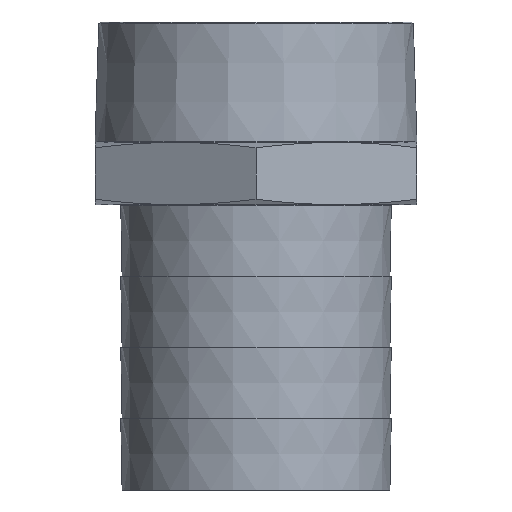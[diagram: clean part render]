
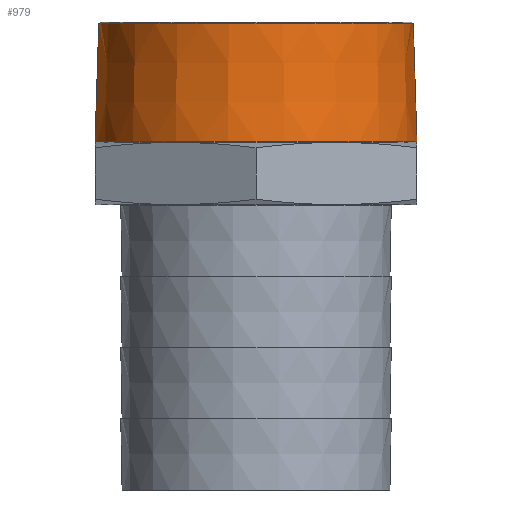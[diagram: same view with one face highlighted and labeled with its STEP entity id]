
A CAD part, front view. The second image highlights one B-rep face of the part: STEP entity #979.
In plain terms, the highlighted conical face has half-angle 1.78 degrees and reference radius 29.527 mm.
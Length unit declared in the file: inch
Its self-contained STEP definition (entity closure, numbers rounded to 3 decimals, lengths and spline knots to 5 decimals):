
#5 = VERTEX_POINT ( 'NONE', #729 ) ;
#9 = VERTEX_POINT ( 'NONE', #1239 ) ;
#31 = LINE ( 'NONE', #568, #254 ) ;
#38 = ORIENTED_EDGE ( 'NONE', *, *, #935, .F. ) ;
#68 = CARTESIAN_POINT ( 'NONE',  ( 1.1625, 0., 3.46 ) ) ;
#71 = ORIENTED_EDGE ( 'NONE', *, *, #1055, .T. ) ;
#81 = DIRECTION ( 'NONE',  ( 0., 0., -1. ) ) ;
#82 = CARTESIAN_POINT ( 'NONE',  ( 1.19, 0., 2.575 ) ) ;
#131 = VERTEX_POINT ( 'NONE', #316 ) ;
#172 = CIRCLE ( 'NONE', #969, 1.16281 ) ;
#204 = FACE_OUTER_BOUND ( 'NONE', #345, .T. ) ;
#210 = VERTEX_POINT ( 'NONE', #82 ) ;
#254 = VECTOR ( 'NONE', #1320, 39.37008 ) ;
#271 = EDGE_CURVE ( 'NONE', #131, #5, #31, .T. ) ;
#306 = DIRECTION ( 'NONE',  ( 1., 0., 0. ) ) ;
#316 = CARTESIAN_POINT ( 'NONE',  ( -1.16281, 0., 3.45 ) ) ;
#345 = EDGE_LOOP ( 'NONE', ( #38, #71, #824, #815 ) ) ;
#523 = AXIS2_PLACEMENT_3D ( 'NONE', #1397, #81, #1048 ) ;
#568 = CARTESIAN_POINT ( 'NONE',  ( -1.1625, 0., 3.46 ) ) ;
#645 = LINE ( 'NONE', #68, #1329 ) ;
#729 = CARTESIAN_POINT ( 'NONE',  ( -1.19, 0., 2.575 ) ) ;
#815 = ORIENTED_EDGE ( 'NONE', *, *, #1291, .T. ) ;
#824 = ORIENTED_EDGE ( 'NONE', *, *, #271, .T. ) ;
#841 = DIRECTION ( 'NONE',  ( 0.031, 0., -1. ) ) ;
#885 = CONICAL_SURFACE ( 'NONE', #523, 1.1625, 0.031 ) ;
#935 = EDGE_CURVE ( 'NONE', #9, #210, #645, .T. ) ;
#969 = AXIS2_PLACEMENT_3D ( 'NONE', #1185, #1088, #1080 ) ;
#979 = ADVANCED_FACE ( 'NONE', ( #204 ), #885, .T. ) ;
#1016 = CIRCLE ( 'NONE', #1129, 1.19 ) ;
#1048 = DIRECTION ( 'NONE',  ( -1., 0., 0. ) ) ;
#1055 = EDGE_CURVE ( 'NONE', #9, #131, #172, .T. ) ;
#1080 = DIRECTION ( 'NONE',  ( 1., 0., 0. ) ) ;
#1088 = DIRECTION ( 'NONE',  ( 0., 0., -1. ) ) ;
#1129 = AXIS2_PLACEMENT_3D ( 'NONE', #1284, #1299, #306 ) ;
#1185 = CARTESIAN_POINT ( 'NONE',  ( 0., 0., 3.45 ) ) ;
#1239 = CARTESIAN_POINT ( 'NONE',  ( 1.16281, 0., 3.45 ) ) ;
#1284 = CARTESIAN_POINT ( 'NONE',  ( 0., 0., 2.575 ) ) ;
#1291 = EDGE_CURVE ( 'NONE', #5, #210, #1016, .T. ) ;
#1299 = DIRECTION ( 'NONE',  ( 0., 0., 1. ) ) ;
#1320 = DIRECTION ( 'NONE',  ( -0.031, 0., -1. ) ) ;
#1329 = VECTOR ( 'NONE', #841, 39.37008 ) ;
#1397 = CARTESIAN_POINT ( 'NONE',  ( 0., 0., 3.46 ) ) ;
